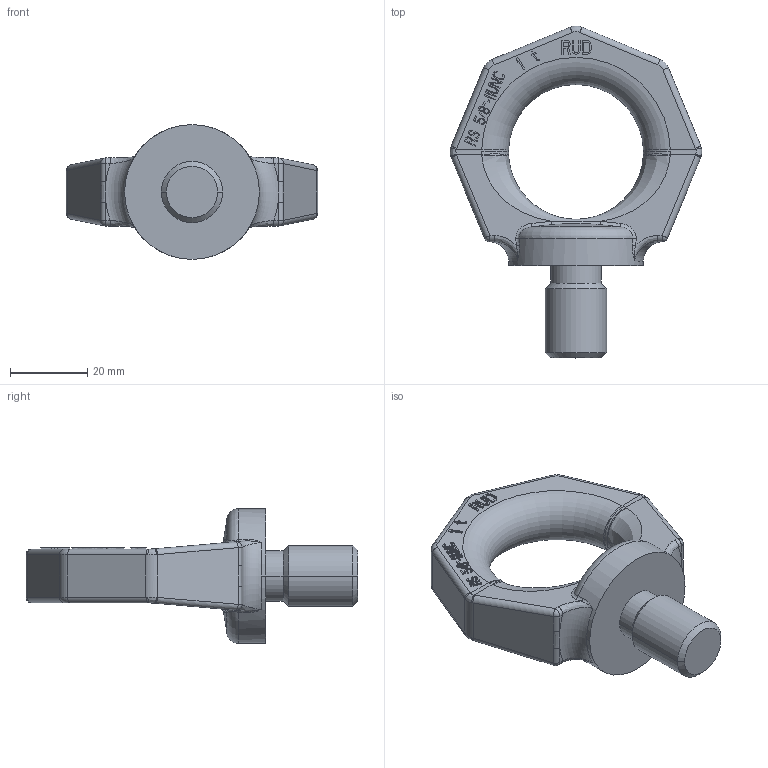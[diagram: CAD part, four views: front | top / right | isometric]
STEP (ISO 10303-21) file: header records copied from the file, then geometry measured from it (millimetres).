
FILE_DESCRIPTION((''),'2;1');
FILE_NAME('001-M31075-X15_ASM','2005-01-11T',('jakubetz'),(''),'PRO/ENGINEER BY PARAMETRIC TECHNOLOGY CORPORATION, 2001400','PRO/ENGINEER BY PARAMETRIC TECHNOLOGY CORPORATION, 2001400','');
FILE_SCHEMA(('CONFIG_CONTROL_DESIGN'));
Length unit declared in the file: millimetre
Products named in the file (3): 001-M31075-X15; 001-M31075-Y15; 001-M31075-X15_ASM
Assembly tree (2 placements, depth 2):
  001-M31075-X15_ASM
    001-M31075-X15
    001-M31075-Y15
Bounding box: 65.36 x 86.17 x 35 mm (x, y, z)
Volume: 38339.5 mm3; surface area: 10594.7 mm2
Topology: 2 solids, 2 shells, 547 faces, 1478 edges, 956 vertices
Faces by surface type: plane 438, bspline 46, cylinder 38, torus 15, cone 6, sphere 4
Entity records: 19343 total; most frequent: CARTESIAN_POINT 5814, ORIENTED_EDGE 2956, DIRECTION 2506, EDGE_CURVE 1478, VECTOR 1258, LINE 1258, VERTEX_POINT 956, AXIS2_PLACEMENT_3D 624
